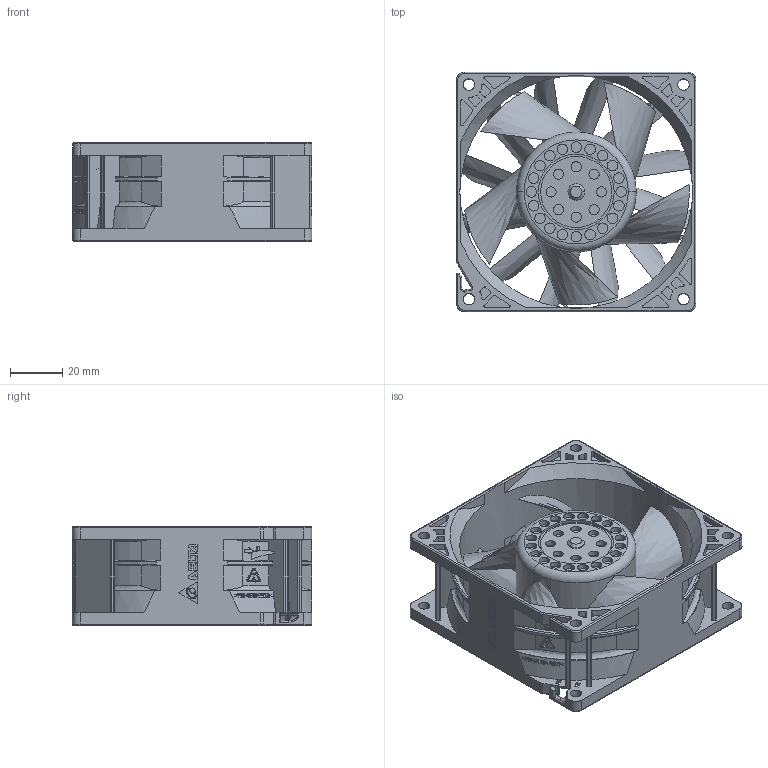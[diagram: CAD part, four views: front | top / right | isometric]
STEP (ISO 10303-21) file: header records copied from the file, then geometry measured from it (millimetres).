
FILE_DESCRIPTION (( 'STEP AP203' ), '1' );
FILE_NAME ('THD0948HE-DH31(Dummy).STEP', '2016-10-28T09:25:09', ( 'Delta' ), ( '' ), 'SwSTEP 2.0', 'SolidWorks 2011', '' );
FILE_SCHEMA (( 'CONFIG_CONTROL_DESIGN' ));
Products named in the file (1): THD0948HE-DH31(Dummy)
Bounding box: 92.2 x 92 x 38 mm (x, y, z)
Volume: 101879.2 mm3; surface area: 58542.2 mm2
Topology: 2 solids, 2 shells, 1211 faces, 3536 edges, 2399 vertices
Faces by surface type: plane 477, cylinder 405, bspline 257, cone 68, torus 4
Entity records: 52118 total; most frequent: CARTESIAN_POINT 24222, ORIENTED_EDGE 7066, DIRECTION 3753, EDGE_CURVE 3533, VERTEX_POINT 2399, B_SPLINE_CURVE_WITH_KNOTS 1939, EDGE_LOOP 1348, VECTOR 1261
